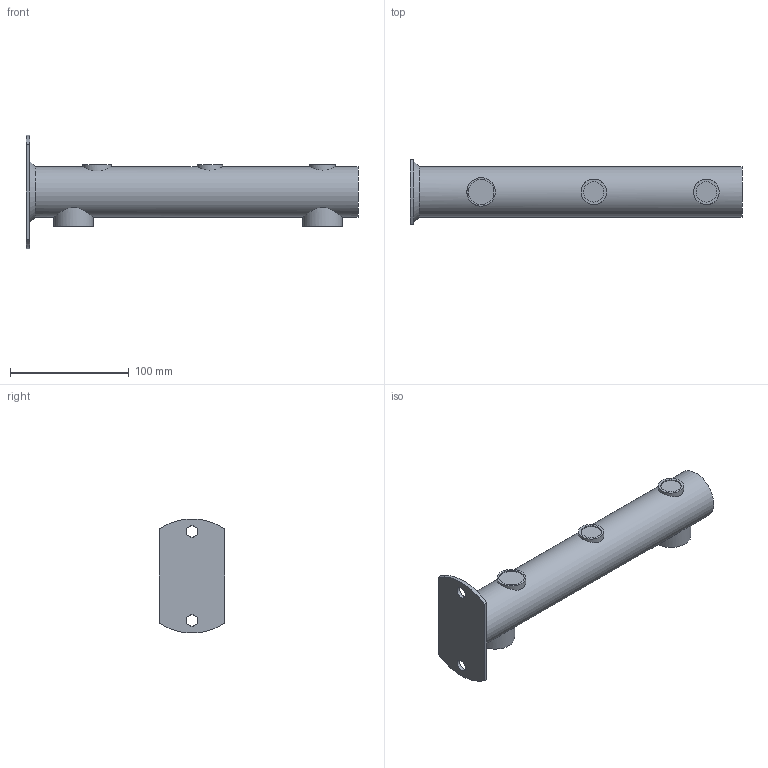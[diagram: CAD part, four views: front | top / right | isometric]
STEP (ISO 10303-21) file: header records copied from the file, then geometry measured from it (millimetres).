
FILE_DESCRIPTION(/* description */ (''),/* implementation_level */ '2;1');
FILE_NAME(/* name */ '3d_ReflexBracketwithmultipleconnections-7612000.stp',/* time_stamp */ '2015-12-15T11:10:23+01:00',/* author */ ('Andrzej'),/* organization */ (''),/* preprocessor_version */ 'ST-DEVELOPER v15.5',/* originating_system */ 'AutoCAD Mechanical',/* authorisation */ '');
FILE_SCHEMA (('AUTOMOTIVE_DESIGN { 1 0 10303 214 3 1 1 }'));
Length unit declared in the file: millimetre
Products named in the file (1): Product
Bounding box: 280 x 55 x 96.14 mm (x, y, z)
Volume: 425399.4 mm3; surface area: 50533.7 mm2
Topology: 1 solids, 1 shells, 31 faces, 64 edges, 43 vertices
Faces by surface type: plane 15, cylinder 15, cone 1
Full cylindrical faces by diameter (mm): 9.8 x2, 17.2 x2, 21.3 x1, 21.5 x2, 24 x1, 26.9 x2, 33.5 x2, 42.4 x1
Entity records: 1175 total; most frequent: CARTESIAN_POINT 583, DIRECTION 124, ORIENTED_EDGE 78, EDGE_LOOP 60, AXIS2_PLACEMENT_3D 58, EDGE_CURVE 39, VERTEX_POINT 35, FACE_OUTER_BOUND 31
